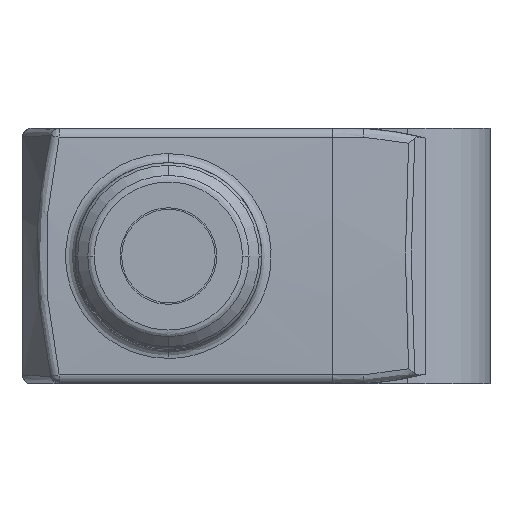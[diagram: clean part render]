
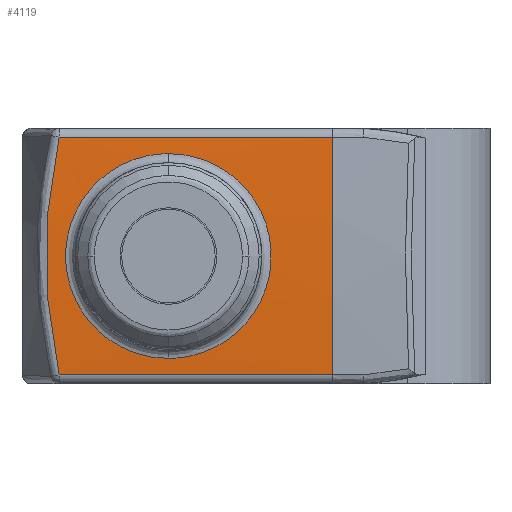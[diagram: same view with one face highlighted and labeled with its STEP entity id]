
A CAD part, front view. The second image highlights one B-rep face of the part: STEP entity #4119.
In plain terms, the highlighted cylindrical face has radius 78.34 mm (diameter 156.68 mm), a partial arc.
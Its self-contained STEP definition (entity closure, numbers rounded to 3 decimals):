
#196 = B_SPLINE_CURVE_WITH_KNOTS ( 'NONE', 3,
 ( #9293, #5452, #10668, #13309, #13144, #5530, #10581, #6723, #5206, #1612, #7933, #9455, #2631, #6642, #9211, #1438, #2720, #4088 ),
 .UNSPECIFIED., .F., .F.,
 ( 4, 2, 2, 2, 2, 2, 2, 2, 4 ),
 ( 0., 0.125, 0.25, 0.375, 0.5, 0.625, 0.75, 0.875, 1. ),
 .UNSPECIFIED. ) ;
#368 = CARTESIAN_POINT ( 'NONE',  ( 2.644, 2.918, -2.015 ) ) ;
#617 = CARTESIAN_POINT ( 'NONE',  ( -0.001, 2.962, 3.287 ) ) ;
#1115 = VERTEX_POINT ( 'NONE', #9842 ) ;
#1438 = CARTESIAN_POINT ( 'NONE',  ( -0.86, 2.958, 3.204 ) ) ;
#1460 = VERTEX_POINT ( 'NONE', #3329 ) ;
#1612 = CARTESIAN_POINT ( 'NONE',  ( -3.3, 2.893, 0.433 ) ) ;
#1648 = CARTESIAN_POINT ( 'NONE',  ( 2.882, 2.909, -1.66 ) ) ;
#1816 = CARTESIAN_POINT ( 'NONE',  ( 0.86, 2.958, -3.204 ) ) ;
#2114 = CARTESIAN_POINT ( 'NONE',  ( -4.083, 2.862, -1.278 ) ) ;
#2631 = CARTESIAN_POINT ( 'NONE',  ( -2.645, 2.918, 2.014 ) ) ;
#2720 = CARTESIAN_POINT ( 'NONE',  ( -0.439, 2.962, 3.287 ) ) ;
#2931 = CARTESIAN_POINT ( 'NONE',  ( 2.643, 2.918, 2.016 ) ) ;
#3105 = CARTESIAN_POINT ( 'NONE',  ( 1.669, 2.945, -2.869 ) ) ;
#3212 = VECTOR ( 'NONE', #12242, 1000. ) ;
#3329 = CARTESIAN_POINT ( 'NONE',  ( 5.282, 2.986, 3.815 ) ) ;
#3958 = CARTESIAN_POINT ( 'NONE',  ( 5.25, 81.233, 0. ) ) ;
#4088 = CARTESIAN_POINT ( 'NONE',  ( -0.001, 2.962, 3.287 ) ) ;
#4119 = ADVANCED_FACE ( 'NONE', ( #11733, #8997 ), #15665, .T. ) ;
#4210 = CARTESIAN_POINT ( 'NONE',  ( 0.858, 2.958, 3.204 ) ) ;
#4276 = CARTESIAN_POINT ( 'NONE',  ( 5.25, 2.986, -3.815 ) ) ;
#4294 = ORIENTED_EDGE ( 'NONE', *, *, #11190, .T. ) ;
#4575 = DIRECTION ( 'NONE',  ( 1., 0., 0. ) ) ;
#4751 = EDGE_LOOP ( 'NONE', ( #5427, #8884 ) ) ;
#5050 = ORIENTED_EDGE ( 'NONE', *, *, #11708, .T. ) ;
#5206 = CARTESIAN_POINT ( 'NONE',  ( -3.3, 2.893, -0.439 ) ) ;
#5321 = CARTESIAN_POINT ( 'NONE',  ( 0.437, 2.962, 3.288 ) ) ;
#5405 = CARTESIAN_POINT ( 'NONE',  ( 3.3, 2.893, -0.436 ) ) ;
#5427 = ORIENTED_EDGE ( 'NONE', *, *, #16280, .T. ) ;
#5452 = CARTESIAN_POINT ( 'NONE',  ( -0.437, 2.962, -3.288 ) ) ;
#5530 = CARTESIAN_POINT ( 'NONE',  ( -2.642, 2.918, -2.017 ) ) ;
#5595 = CIRCLE ( 'NONE', #15709, 78.34 ) ;
#5744 = CARTESIAN_POINT ( 'NONE',  ( 5.25, 2.986, 3.815 ) ) ;
#6306 = VERTEX_POINT ( 'NONE', #16842 ) ;
#6439 = CARTESIAN_POINT ( 'NONE',  ( -3.507, 2.986, 3.815 ) ) ;
#6642 = CARTESIAN_POINT ( 'NONE',  ( -2.026, 2.936, 2.631 ) ) ;
#6723 = CARTESIAN_POINT ( 'NONE',  ( -3.216, 2.896, -0.858 ) ) ;
#6975 = VERTEX_POINT ( 'NONE', #6439 ) ;
#7185 = DIRECTION ( 'NONE',  ( -1., 0., 0. ) ) ;
#7417 = EDGE_LOOP ( 'NONE', ( #8711, #13817, #5050, #4294 ) ) ;
#7761 = VERTEX_POINT ( 'NONE', #12931 ) ;
#7933 = CARTESIAN_POINT ( 'NONE',  ( -3.217, 2.896, 0.852 ) ) ;
#8139 = CARTESIAN_POINT ( 'NONE',  ( 2.882, 2.909, 1.66 ) ) ;
#8711 = ORIENTED_EDGE ( 'NONE', *, *, #13603, .F. ) ;
#8884 = ORIENTED_EDGE ( 'NONE', *, *, #12016, .T. ) ;
#8997 = FACE_OUTER_BOUND ( 'NONE', #7417, .T. ) ;
#9159 = DIRECTION ( 'NONE',  ( 1., 0., 0. ) ) ;
#9211 = CARTESIAN_POINT ( 'NONE',  ( -1.669, 2.945, 2.869 ) ) ;
#9293 = CARTESIAN_POINT ( 'NONE',  ( 0.001, 2.962, -3.287 ) ) ;
#9409 = CARTESIAN_POINT ( 'NONE',  ( 1.667, 2.945, 2.87 ) ) ;
#9455 = CARTESIAN_POINT ( 'NONE',  ( -2.883, 2.909, 1.658 ) ) ;
#9522 = EDGE_CURVE ( 'NONE', #1460, #6306, #5595, .T. ) ;
#9596 = CARTESIAN_POINT ( 'NONE',  ( 3.3, 2.893, 0.435 ) ) ;
#9673 = LINE ( 'NONE', #4276, #14398 ) ;
#9842 = CARTESIAN_POINT ( 'NONE',  ( -3.507, 2.986, -3.815 ) ) ;
#10581 = CARTESIAN_POINT ( 'NONE',  ( -2.881, 2.909, -1.662 ) ) ;
#10622 = CARTESIAN_POINT ( 'NONE',  ( 3.216, 2.896, -0.855 ) ) ;
#10668 = CARTESIAN_POINT ( 'NONE',  ( -0.858, 2.958, -3.204 ) ) ;
#10786 = CARTESIAN_POINT ( 'NONE',  ( 2.025, 2.936, -2.632 ) ) ;
#10878 = CARTESIAN_POINT ( 'NONE',  ( -0.001, 2.962, 3.287 ) ) ;
#11190 = EDGE_CURVE ( 'NONE', #6975, #1115, #12648, .T. ) ;
#11708 = EDGE_CURVE ( 'NONE', #1460, #6975, #16102, .T. ) ;
#11733 = FACE_BOUND ( 'NONE', #4751, .T. ) ;
#12014 = CARTESIAN_POINT ( 'NONE',  ( 5.282, 81.233, 0. ) ) ;
#12016 = EDGE_CURVE ( 'NONE', #7761, #14319, #196, .T. ) ;
#12195 = CARTESIAN_POINT ( 'NONE',  ( -3.507, 2.986, 3.815 ) ) ;
#12242 = DIRECTION ( 'NONE',  ( -1., 0., 0. ) ) ;
#12648 = B_SPLINE_CURVE_WITH_KNOTS ( 'NONE', 3,
 ( #12195, #13815, #2114, #16315 ),
 .UNSPECIFIED., .F., .F.,
 ( 4, 4 ),
 ( 0., 1. ),
 .UNSPECIFIED. ) ;
#12775 = AXIS2_PLACEMENT_3D ( 'NONE', #3958, #9159, #16852 ) ;
#12931 = CARTESIAN_POINT ( 'NONE',  ( 0.001, 2.962, -3.287 ) ) ;
#13144 = CARTESIAN_POINT ( 'NONE',  ( -2.024, 2.936, -2.633 ) ) ;
#13181 = CARTESIAN_POINT ( 'NONE',  ( 2.024, 2.936, 2.633 ) ) ;
#13309 = CARTESIAN_POINT ( 'NONE',  ( -1.667, 2.945, -2.871 ) ) ;
#13350 = CARTESIAN_POINT ( 'NONE',  ( 3.216, 2.896, 0.854 ) ) ;
#13603 = EDGE_CURVE ( 'NONE', #6306, #1115, #9673, .T. ) ;
#13815 = CARTESIAN_POINT ( 'NONE',  ( -4.083, 2.862, 1.281 ) ) ;
#13817 = ORIENTED_EDGE ( 'NONE', *, *, #9522, .F. ) ;
#13846 = B_SPLINE_CURVE_WITH_KNOTS ( 'NONE', 3,
 ( #10878, #5321, #4210, #9409, #13181, #2931, #8139, #13350, #9596, #5405, #10622, #1648, #368, #10786, #3105, #1816, #16010, #14719 ),
 .UNSPECIFIED., .F., .F.,
 ( 4, 2, 2, 2, 2, 2, 2, 2, 4 ),
 ( 0., 0.125, 0.25, 0.375, 0.5, 0.625, 0.75, 0.875, 1. ),
 .UNSPECIFIED. ) ;
#13959 = DIRECTION ( 'NONE',  ( 0., 0., -1. ) ) ;
#14319 = VERTEX_POINT ( 'NONE', #617 ) ;
#14398 = VECTOR ( 'NONE', #7185, 1000. ) ;
#14719 = CARTESIAN_POINT ( 'NONE',  ( 0.001, 2.962, -3.287 ) ) ;
#15665 = CYLINDRICAL_SURFACE ( 'NONE', #12775, 78.34 ) ;
#15709 = AXIS2_PLACEMENT_3D ( 'NONE', #12014, #4575, #13959 ) ;
#16010 = CARTESIAN_POINT ( 'NONE',  ( 0.439, 2.962, -3.287 ) ) ;
#16102 = LINE ( 'NONE', #5744, #3212 ) ;
#16280 = EDGE_CURVE ( 'NONE', #14319, #7761, #13846, .T. ) ;
#16315 = CARTESIAN_POINT ( 'NONE',  ( -3.507, 2.986, -3.815 ) ) ;
#16842 = CARTESIAN_POINT ( 'NONE',  ( 5.282, 2.986, -3.815 ) ) ;
#16852 = DIRECTION ( 'NONE',  ( 0., 0., -1. ) ) ;
